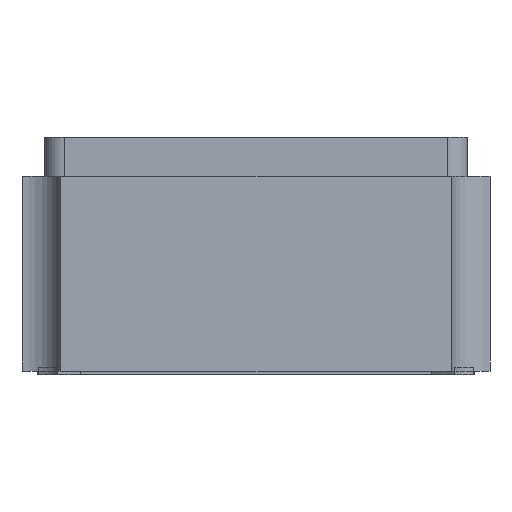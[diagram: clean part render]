
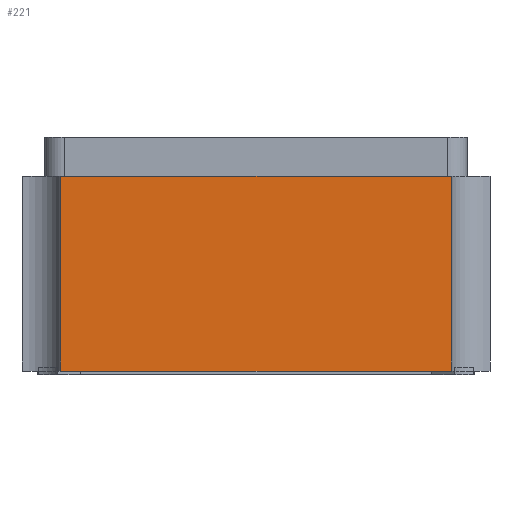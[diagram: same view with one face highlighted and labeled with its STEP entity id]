
A CAD part, left-side view. The second image highlights one B-rep face of the part: STEP entity #221.
In plain terms, the highlighted planar face has unit normal (-1, 0, 0).
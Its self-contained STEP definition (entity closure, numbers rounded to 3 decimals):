
#221 = ADVANCED_FACE('',(#222),#256,.F.);
#222 = FACE_BOUND('',#223,.T.);
#223 = EDGE_LOOP('',(#224,#234,#242,#250));
#224 = ORIENTED_EDGE('',*,*,#225,.F.);
#225 = EDGE_CURVE('',#226,#228,#230,.T.);
#226 = VERTEX_POINT('',#227);
#227 = CARTESIAN_POINT('',(-1.,0.5,
    0.01));
#228 = VERTEX_POINT('',#229);
#229 = CARTESIAN_POINT('',(-1.,0.5,0.51
    ));
#230 = LINE('',#231,#232);
#231 = CARTESIAN_POINT('',(-1.,0.5,0.6
    ));
#232 = VECTOR('',#233,1.);
#233 = DIRECTION('',(0.,0.,1.));
#234 = ORIENTED_EDGE('',*,*,#235,.T.);
#235 = EDGE_CURVE('',#226,#236,#238,.T.);
#236 = VERTEX_POINT('',#237);
#237 = CARTESIAN_POINT('',(-1.,-0.5,
    0.01));
#238 = LINE('',#239,#240);
#239 = CARTESIAN_POINT('',(-1.,-0.6,
    0.01));
#240 = VECTOR('',#241,1.);
#241 = DIRECTION('',(-0.,-1.,-0.));
#242 = ORIENTED_EDGE('',*,*,#243,.F.);
#243 = EDGE_CURVE('',#244,#236,#246,.T.);
#244 = VERTEX_POINT('',#245);
#245 = CARTESIAN_POINT('',(-1.,-0.5,
    0.51));
#246 = LINE('',#247,#248);
#247 = CARTESIAN_POINT('',(-1.,-0.5,
    0.6));
#248 = VECTOR('',#249,1.);
#249 = DIRECTION('',(0.,0.,-1.));
#250 = ORIENTED_EDGE('',*,*,#251,.F.);
#251 = EDGE_CURVE('',#228,#244,#252,.T.);
#252 = LINE('',#253,#254);
#253 = CARTESIAN_POINT('',(-1.,-0.6,
    0.51));
#254 = VECTOR('',#255,1.);
#255 = DIRECTION('',(-0.,-1.,-0.));
#256 = PLANE('',#257);
#257 = AXIS2_PLACEMENT_3D('',#258,#259,#260);
#258 = CARTESIAN_POINT('',(-1.,-0.6,
    0.51));
#259 = DIRECTION('',(1.,0.,0.));
#260 = DIRECTION('',(0.,0.,-1.));
